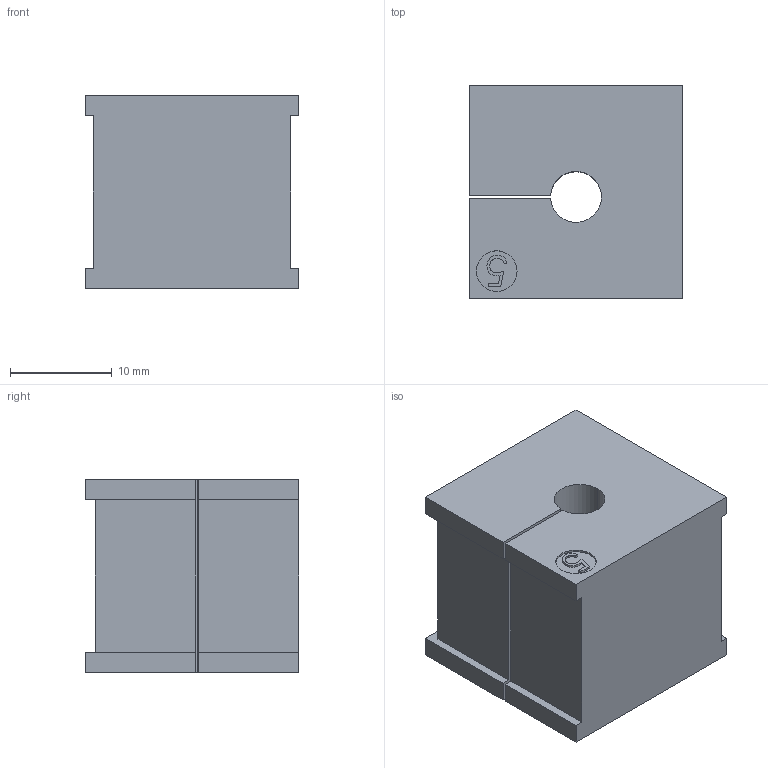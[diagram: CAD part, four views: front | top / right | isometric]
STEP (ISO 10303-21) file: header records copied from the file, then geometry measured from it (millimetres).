
FILE_DESCRIPTION(('STEP AP242'),'1');
FILE_NAME('41205.stp','2019-09-17T08:16:27',('TraceParts'),('TraceParts S.A.'),'Spatial InterOp 3D',' ',' ');
FILE_SCHEMA(('AP242_MANAGED_MODEL_BASED_3D_ENGINEERING_MIM_LF {1 0 10303 442 1 1 4}'));
Length unit declared in the file: millimetre
Products named in the file (1): 41205
Bounding box: 21 x 21 x 19 mm (x, y, z)
Volume: 7158.9 mm3; surface area: 3039.4 mm2
Topology: 1 solids, 1 shells, 44 faces, 117 edges, 78 vertices
Faces by surface type: plane 30, bspline 8, cylinder 6
Entity records: 1832 total; most frequent: CARTESIAN_POINT 760, ORIENTED_EDGE 234, DIRECTION 187, EDGE_CURVE 117, LINE 89, VECTOR 89, VERTEX_POINT 78, AXIS2_PLACEMENT_3D 49
